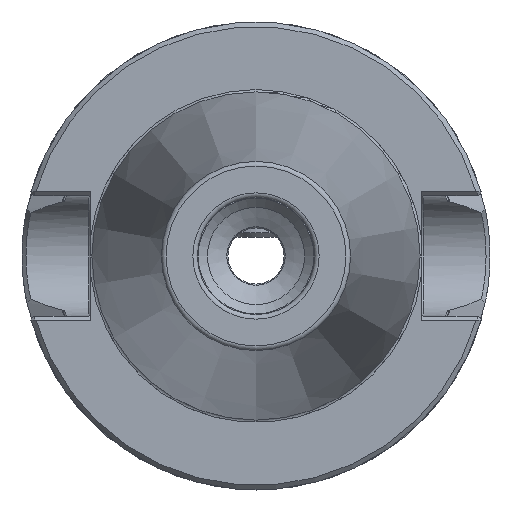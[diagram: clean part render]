
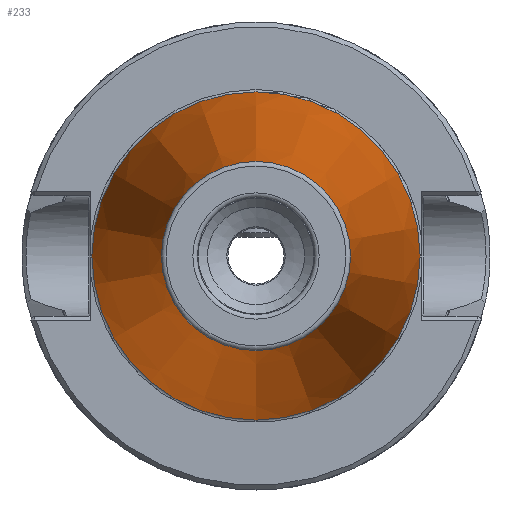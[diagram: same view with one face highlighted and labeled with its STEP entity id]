
A CAD part, left-side view. The second image highlights one B-rep face of the part: STEP entity #233.
In plain terms, the highlighted conical face has half-angle 8.297 degrees and reference radius 20.204 mm.
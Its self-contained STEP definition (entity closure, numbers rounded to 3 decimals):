
#233 = ADVANCED_FACE( '', ( #520, #521 ), #522, .T. );
#520 = FACE_OUTER_BOUND( '', #855, .T. );
#521 = FACE_BOUND( '', #856, .T. );
#522 = CONICAL_SURFACE( '', #857, 20.204, 0.145 );
#855 = EDGE_LOOP( '', ( #1480 ) );
#856 = EDGE_LOOP( '', ( #1481 ) );
#857 = AXIS2_PLACEMENT_3D( '', #1482, #1483, #1484 );
#1480 = ORIENTED_EDGE( '', *, *, #2027, .T. );
#1481 = ORIENTED_EDGE( '', *, *, #1948, .F. );
#1482 = CARTESIAN_POINT( '', ( -100.944, 0., 0. ) );
#1483 = DIRECTION( '', ( 1., 0., 0. ) );
#1484 = DIRECTION( '', ( 0., 0., -1. ) );
#1948 = EDGE_CURVE( '', #2336, #2336, #2337, .T. );
#2027 = EDGE_CURVE( '', #2443, #2443, #2444, .T. );
#2336 = VERTEX_POINT( '', #3122 );
#2337 = CIRCLE( '', #3123, 20.204 );
#2443 = VERTEX_POINT( '', #3361 );
#2444 = CIRCLE( '', #3362, 35.065 );
#3122 = CARTESIAN_POINT( '', ( -100.944, 0., 20.204 ) );
#3123 = AXIS2_PLACEMENT_3D( '', #3702, #3703, #3704 );
#3361 = CARTESIAN_POINT( '', ( 0.963, 0., 35.065 ) );
#3362 = AXIS2_PLACEMENT_3D( '', #3783, #3784, #3785 );
#3702 = CARTESIAN_POINT( '', ( -100.944, 0., 0. ) );
#3703 = DIRECTION( '', ( -1., 0., 0. ) );
#3704 = DIRECTION( '', ( 0., 0., 1. ) );
#3783 = CARTESIAN_POINT( '', ( 0.963, 0., 0. ) );
#3784 = DIRECTION( '', ( -1., 0., 0. ) );
#3785 = DIRECTION( '', ( 0., 0., 1. ) );
